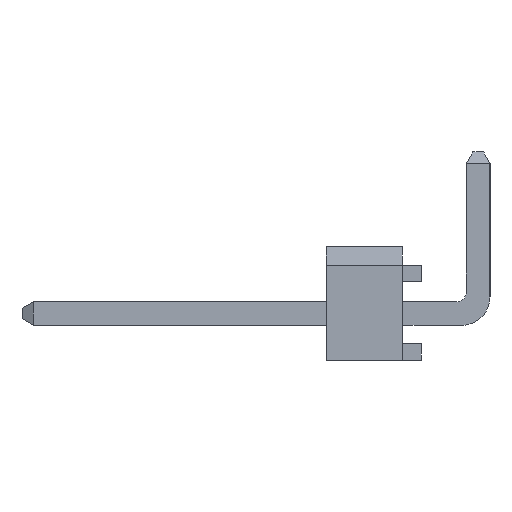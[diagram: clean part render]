
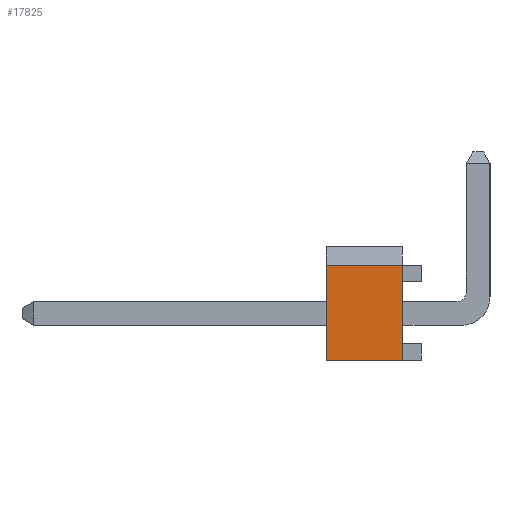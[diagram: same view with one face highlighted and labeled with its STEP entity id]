
A CAD part, left-side view. The second image highlights one B-rep face of the part: STEP entity #17825.
In plain terms, the highlighted planar face has unit normal (-1, 0, 0).
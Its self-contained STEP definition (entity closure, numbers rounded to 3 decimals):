
#90 = DIRECTION ( 'NONE',  ( 0., -1., 0. ) ) ;
#4018 = CARTESIAN_POINT ( 'NONE',  ( -12.7, 0.508, 1.27 ) ) ;
#4310 = LINE ( 'NONE', #25386, #6227 ) ;
#4353 = DIRECTION ( 'NONE',  ( 0., 0., -1. ) ) ;
#5170 = DIRECTION ( 'NONE',  ( 0., -1., 0. ) ) ;
#5525 = ORIENTED_EDGE ( 'NONE', *, *, #18383, .F. ) ;
#5898 = CARTESIAN_POINT ( 'NONE',  ( -12.7, 0.508, -1.27 ) ) ;
#6112 = VERTEX_POINT ( 'NONE', #4018 ) ;
#6227 = VECTOR ( 'NONE', #5170, 1000. ) ;
#6706 = VECTOR ( 'NONE', #11302, 1000. ) ;
#7254 = AXIS2_PLACEMENT_3D ( 'NONE', #15087, #9140, #21263 ) ;
#8078 = LINE ( 'NONE', #16812, #21437 ) ;
#9140 = DIRECTION ( 'NONE',  ( 1., 0., 0. ) ) ;
#9257 = CARTESIAN_POINT ( 'NONE',  ( -12.7, 2.54, -1.27 ) ) ;
#10569 = ORIENTED_EDGE ( 'NONE', *, *, #24182, .F. ) ;
#11208 = CARTESIAN_POINT ( 'NONE',  ( -12.7, 2.54, 1.27 ) ) ;
#11269 = PLANE ( 'NONE',  #7254 ) ;
#11302 = DIRECTION ( 'NONE',  ( 0., 0., 1. ) ) ;
#11599 = EDGE_LOOP ( 'NONE', ( #10569, #5525, #26324, #16362 ) ) ;
#14011 = VECTOR ( 'NONE', #90, 1000. ) ;
#14381 = EDGE_CURVE ( 'NONE', #15601, #17595, #26039, .T. ) ;
#15087 = CARTESIAN_POINT ( 'NONE',  ( -12.7, 2.54, -1.27 ) ) ;
#15601 = VERTEX_POINT ( 'NONE', #17797 ) ;
#16362 = ORIENTED_EDGE ( 'NONE', *, *, #14381, .T. ) ;
#16812 = CARTESIAN_POINT ( 'NONE',  ( -12.7, 0.508, -1.27 ) ) ;
#17595 = VERTEX_POINT ( 'NONE', #5898 ) ;
#17797 = CARTESIAN_POINT ( 'NONE',  ( -12.7, 2.54, -1.27 ) ) ;
#17825 = ADVANCED_FACE ( 'NONE', ( #20949 ), #11269, .F. ) ;
#18292 = CARTESIAN_POINT ( 'NONE',  ( -12.7, 2.54, -1.27 ) ) ;
#18383 = EDGE_CURVE ( 'NONE', #22960, #6112, #4310, .T. ) ;
#20949 = FACE_OUTER_BOUND ( 'NONE', #11599, .T. ) ;
#20999 = LINE ( 'NONE', #9257, #6706 ) ;
#21263 = DIRECTION ( 'NONE',  ( 0., 0., -1. ) ) ;
#21437 = VECTOR ( 'NONE', #4353, 1000. ) ;
#22960 = VERTEX_POINT ( 'NONE', #11208 ) ;
#24182 = EDGE_CURVE ( 'NONE', #6112, #17595, #8078, .T. ) ;
#25386 = CARTESIAN_POINT ( 'NONE',  ( -12.7, 2.54, 1.27 ) ) ;
#25749 = EDGE_CURVE ( 'NONE', #15601, #22960, #20999, .T. ) ;
#26039 = LINE ( 'NONE', #18292, #14011 ) ;
#26324 = ORIENTED_EDGE ( 'NONE', *, *, #25749, .F. ) ;
